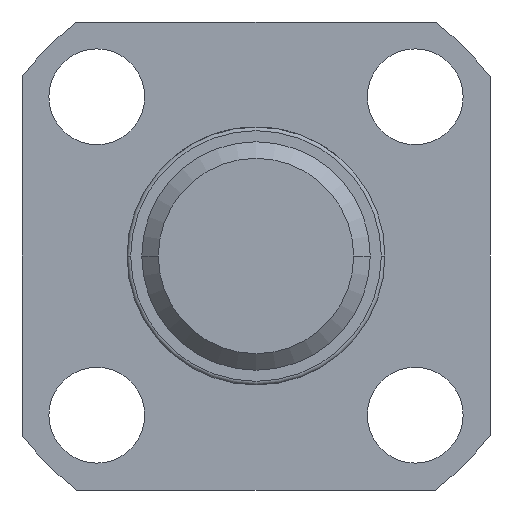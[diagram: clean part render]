
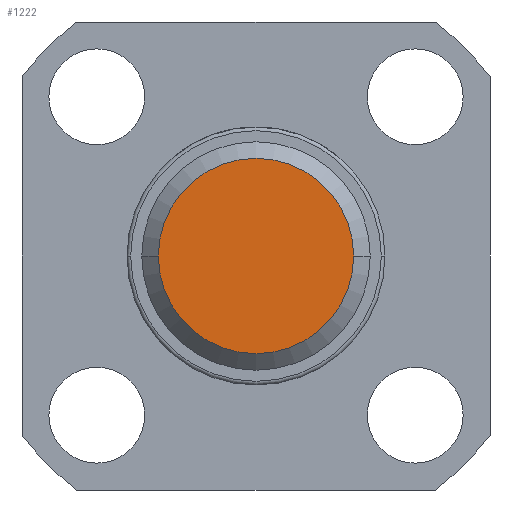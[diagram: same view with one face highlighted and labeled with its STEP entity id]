
A CAD part, left-side view. The second image highlights one B-rep face of the part: STEP entity #1222.
In plain terms, the highlighted planar face has unit normal (-1, 0, 0).
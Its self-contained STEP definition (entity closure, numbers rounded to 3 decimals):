
#243 = EDGE_CURVE ( 'NONE', #4841, #4109, #3162, .T. ) ;
#447 = ORIENTED_EDGE ( 'NONE', *, *, #243, .F. ) ;
#582 = AXIS2_PLACEMENT_3D ( 'NONE', #4035, #1426, #4426 ) ;
#1106 = PLANE ( 'NONE',  #5015 ) ;
#1222 = ADVANCED_FACE ( 'NONE', ( #2775 ), #1106, .T. ) ;
#1275 = AXIS2_PLACEMENT_3D ( 'NONE', #3856, #2148, #3013 ) ;
#1426 = DIRECTION ( 'NONE',  ( 1., 0., 0. ) ) ;
#2148 = DIRECTION ( 'NONE',  ( -1., 0., 0. ) ) ;
#2334 = CARTESIAN_POINT ( 'NONE',  ( 0., 0., 0. ) ) ;
#2775 = FACE_OUTER_BOUND ( 'NONE', #3252, .T. ) ;
#3013 = DIRECTION ( 'NONE',  ( 0., 1., 0. ) ) ;
#3162 = CIRCLE ( 'NONE', #582, 2.65 ) ;
#3177 = EDGE_CURVE ( 'NONE', #4841, #4109, #4317, .T. ) ;
#3252 = EDGE_LOOP ( 'NONE', ( #5372, #447 ) ) ;
#3285 = CARTESIAN_POINT ( 'NONE',  ( 0., -2.65, 0. ) ) ;
#3856 = CARTESIAN_POINT ( 'NONE',  ( 0., 0., 0. ) ) ;
#4035 = CARTESIAN_POINT ( 'NONE',  ( 0., 0., 0. ) ) ;
#4109 = VERTEX_POINT ( 'NONE', #3285 ) ;
#4317 = CIRCLE ( 'NONE', #1275, 2.65 ) ;
#4426 = DIRECTION ( 'NONE',  ( 0., 1., 0. ) ) ;
#4468 = CARTESIAN_POINT ( 'NONE',  ( 0., 2.65, 0. ) ) ;
#4841 = VERTEX_POINT ( 'NONE', #4468 ) ;
#4908 = DIRECTION ( 'NONE',  ( -1., 0., 0. ) ) ;
#5015 = AXIS2_PLACEMENT_3D ( 'NONE', #2334, #4908, #5324 ) ;
#5324 = DIRECTION ( 'NONE',  ( 0., 0., 1. ) ) ;
#5372 = ORIENTED_EDGE ( 'NONE', *, *, #3177, .T. ) ;
